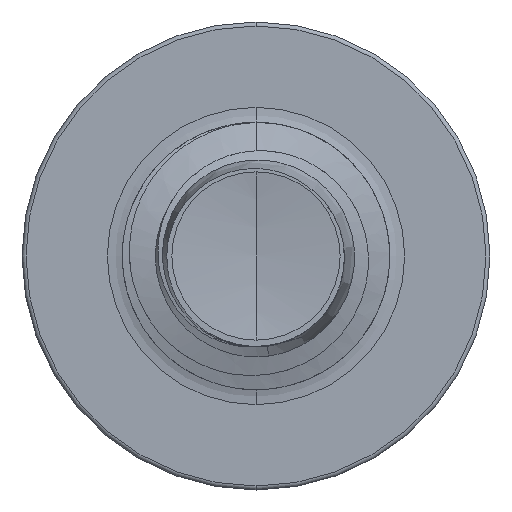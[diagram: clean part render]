
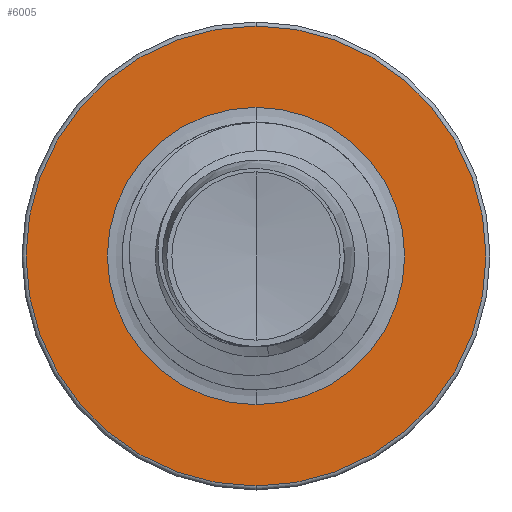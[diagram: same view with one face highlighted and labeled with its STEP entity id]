
A CAD part, front view. The second image highlights one B-rep face of the part: STEP entity #6005.
In plain terms, the highlighted planar face has unit normal (0, -1, 0).
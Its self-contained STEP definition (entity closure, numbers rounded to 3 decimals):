
#146 = FACE_OUTER_BOUND ( 'NONE', #5464, .T. ) ;
#545 = DIRECTION ( 'NONE',  ( 0., 0., 1. ) ) ;
#562 = DIRECTION ( 'NONE',  ( 0., 1., 0. ) ) ;
#565 = CARTESIAN_POINT ( 'NONE',  ( 0., 2.25, 0. ) ) ;
#607 = CARTESIAN_POINT ( 'NONE',  ( 0., 2.25, 1.72 ) ) ;
#997 = CARTESIAN_POINT ( 'NONE',  ( 0., 2.25, -1.112 ) ) ;
#1439 = CIRCLE ( 'NONE', #5960, 1.112 ) ;
#1612 = CIRCLE ( 'NONE', #8577, 1.112 ) ;
#1655 = AXIS2_PLACEMENT_3D ( 'NONE', #2582, #2566, #2550 ) ;
#1717 = EDGE_CURVE ( 'NONE', #2251, #3180, #3433, .T. ) ;
#1727 = CARTESIAN_POINT ( 'NONE',  ( 0., 2.25, -1.72 ) ) ;
#2090 = VERTEX_POINT ( 'NONE', #997 ) ;
#2251 = VERTEX_POINT ( 'NONE', #607 ) ;
#2252 = EDGE_CURVE ( 'NONE', #3180, #2251, #8822, .T. ) ;
#2354 = DIRECTION ( 'NONE',  ( 0., 1., 0. ) ) ;
#2550 = DIRECTION ( 'NONE',  ( 0., 0., 1. ) ) ;
#2566 = DIRECTION ( 'NONE',  ( 0., 1., 0. ) ) ;
#2582 = CARTESIAN_POINT ( 'NONE',  ( 0., 2.25, 0. ) ) ;
#3180 = VERTEX_POINT ( 'NONE', #1727 ) ;
#3433 = CIRCLE ( 'NONE', #1655, 1.72 ) ;
#3956 = ORIENTED_EDGE ( 'NONE', *, *, #5308, .T. ) ;
#4077 = CARTESIAN_POINT ( 'NONE',  ( 0., 2.25, 0. ) ) ;
#4234 = EDGE_CURVE ( 'NONE', #6505, #2090, #1439, .T. ) ;
#4296 = DIRECTION ( 'NONE',  ( 0., 1., 0. ) ) ;
#5061 = DIRECTION ( 'NONE',  ( 0., 0., 1. ) ) ;
#5308 = EDGE_CURVE ( 'NONE', #2090, #6505, #1612, .T. ) ;
#5464 = EDGE_LOOP ( 'NONE', ( #6237, #8643 ) ) ;
#5960 = AXIS2_PLACEMENT_3D ( 'NONE', #8058, #2354, #8950 ) ;
#6005 = ADVANCED_FACE ( 'NONE', ( #146, #10118 ), #8029, .F. ) ;
#6237 = ORIENTED_EDGE ( 'NONE', *, *, #1717, .F. ) ;
#6505 = VERTEX_POINT ( 'NONE', #9316 ) ;
#6540 = AXIS2_PLACEMENT_3D ( 'NONE', #8123, #4296, #10538 ) ;
#8029 = PLANE ( 'NONE',  #6540 ) ;
#8058 = CARTESIAN_POINT ( 'NONE',  ( 0., 2.25, 0. ) ) ;
#8123 = CARTESIAN_POINT ( 'NONE',  ( 0., 2.25, -1.112 ) ) ;
#8577 = AXIS2_PLACEMENT_3D ( 'NONE', #4077, #10387, #5061 ) ;
#8643 = ORIENTED_EDGE ( 'NONE', *, *, #2252, .F. ) ;
#8822 = CIRCLE ( 'NONE', #12032, 1.72 ) ;
#8950 = DIRECTION ( 'NONE',  ( 0., 0., 1. ) ) ;
#9161 = EDGE_LOOP ( 'NONE', ( #10813, #3956 ) ) ;
#9316 = CARTESIAN_POINT ( 'NONE',  ( 0., 2.25, 1.112 ) ) ;
#10118 = FACE_BOUND ( 'NONE', #9161, .T. ) ;
#10387 = DIRECTION ( 'NONE',  ( 0., 1., 0. ) ) ;
#10538 = DIRECTION ( 'NONE',  ( 0., 0., 1. ) ) ;
#10813 = ORIENTED_EDGE ( 'NONE', *, *, #4234, .T. ) ;
#12032 = AXIS2_PLACEMENT_3D ( 'NONE', #565, #562, #545 ) ;
